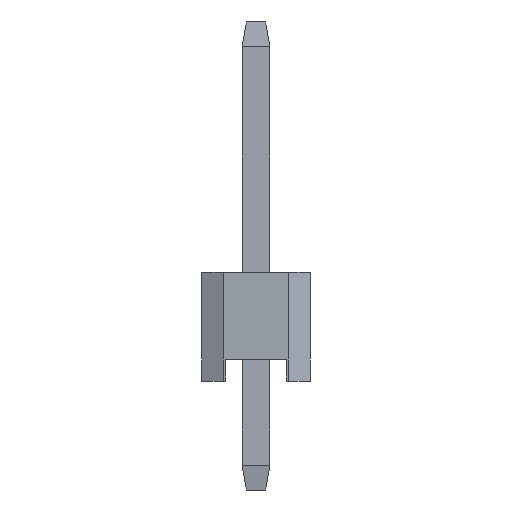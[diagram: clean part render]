
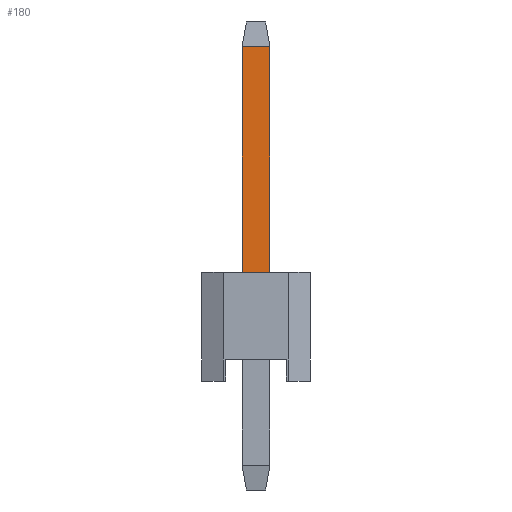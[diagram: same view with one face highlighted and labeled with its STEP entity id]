
A CAD part, left-side view. The second image highlights one B-rep face of the part: STEP entity #180.
In plain terms, the highlighted planar face has unit normal (-1, 0, 0).
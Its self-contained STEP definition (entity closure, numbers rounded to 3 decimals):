
#180 = ADVANCED_FACE ( 'NONE', ( #738 ), #4310, .T. ) ;
#224 = VECTOR ( 'NONE', #1091, 1000. ) ;
#695 = CARTESIAN_POINT ( 'NONE',  ( -49.85, 0.32, 7.683 ) ) ;
#738 = FACE_OUTER_BOUND ( 'NONE', #1295, .T. ) ;
#1071 = CARTESIAN_POINT ( 'NONE',  ( -49.85, 0.32, -2.5 ) ) ;
#1091 = DIRECTION ( 'NONE',  ( 0., -1., 0. ) ) ;
#1177 = ORIENTED_EDGE ( 'NONE', *, *, #2689, .T. ) ;
#1186 = CARTESIAN_POINT ( 'NONE',  ( -49.85, -0.32, 7.683 ) ) ;
#1295 = EDGE_LOOP ( 'NONE', ( #2379, #1177, #4305, #3210 ) ) ;
#1348 = AXIS2_PLACEMENT_3D ( 'NONE', #2712, #1654, #3333 ) ;
#1473 = CARTESIAN_POINT ( 'NONE',  ( -49.85, -0.32, -2.5 ) ) ;
#1654 = DIRECTION ( 'NONE',  ( -1., 0., 0. ) ) ;
#1765 = LINE ( 'NONE', #1473, #1895 ) ;
#1835 = EDGE_CURVE ( 'NONE', #4201, #3473, #3197, .T. ) ;
#1895 = VECTOR ( 'NONE', #3500, 1000. ) ;
#2028 = DIRECTION ( 'NONE',  ( 0., 0., -1. ) ) ;
#2379 = ORIENTED_EDGE ( 'NONE', *, *, #2727, .T. ) ;
#2689 = EDGE_CURVE ( 'NONE', #3181, #4201, #1765, .T. ) ;
#2712 = CARTESIAN_POINT ( 'NONE',  ( -49.85, 0., 0. ) ) ;
#2727 = EDGE_CURVE ( 'NONE', #4210, #3181, #2741, .T. ) ;
#2741 = LINE ( 'NONE', #4068, #224 ) ;
#2902 = EDGE_CURVE ( 'NONE', #3473, #4210, #4046, .T. ) ;
#3181 = VERTEX_POINT ( 'NONE', #3492 ) ;
#3197 = LINE ( 'NONE', #695, #4067 ) ;
#3210 = ORIENTED_EDGE ( 'NONE', *, *, #2902, .T. ) ;
#3333 = DIRECTION ( 'NONE',  ( 0., 0., 1. ) ) ;
#3473 = VERTEX_POINT ( 'NONE', #4137 ) ;
#3492 = CARTESIAN_POINT ( 'NONE',  ( -49.85, -0.32, 2.5 ) ) ;
#3500 = DIRECTION ( 'NONE',  ( 0., 0., 1. ) ) ;
#4046 = LINE ( 'NONE', #1071, #4178 ) ;
#4067 = VECTOR ( 'NONE', #4287, 1000. ) ;
#4068 = CARTESIAN_POINT ( 'NONE',  ( -49.85, -0.32, 2.5 ) ) ;
#4137 = CARTESIAN_POINT ( 'NONE',  ( -49.85, 0.32, 7.683 ) ) ;
#4178 = VECTOR ( 'NONE', #2028, 1000. ) ;
#4191 = CARTESIAN_POINT ( 'NONE',  ( -49.85, 0.32, 2.5 ) ) ;
#4201 = VERTEX_POINT ( 'NONE', #1186 ) ;
#4210 = VERTEX_POINT ( 'NONE', #4191 ) ;
#4287 = DIRECTION ( 'NONE',  ( 0., 1., 0. ) ) ;
#4305 = ORIENTED_EDGE ( 'NONE', *, *, #1835, .T. ) ;
#4310 = PLANE ( 'NONE',  #1348 ) ;
